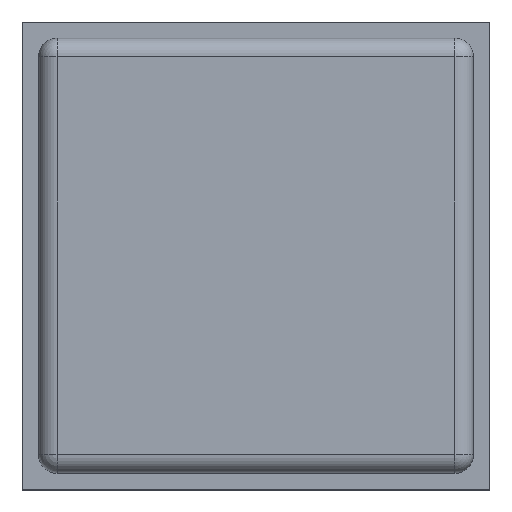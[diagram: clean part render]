
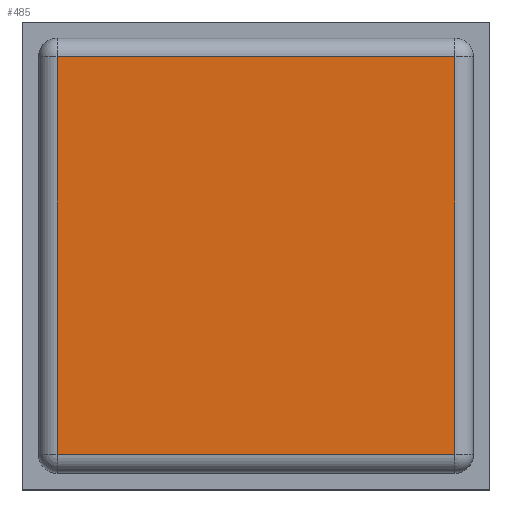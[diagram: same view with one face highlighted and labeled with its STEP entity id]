
A CAD part, top view. The second image highlights one B-rep face of the part: STEP entity #485.
In plain terms, the highlighted planar face has unit normal (0, 0, 1).
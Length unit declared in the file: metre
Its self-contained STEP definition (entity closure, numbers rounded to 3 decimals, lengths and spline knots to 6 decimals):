
#120=ORIENTED_EDGE('',*,*,#228,.T.);
#121=ORIENTED_EDGE('',*,*,#229,.T.);
#122=ORIENTED_EDGE('',*,*,#230,.T.);
#123=ORIENTED_EDGE('',*,*,#231,.T.);
#228=EDGE_CURVE('',#282,#283,#319,.F.);
#229=EDGE_CURVE('',#283,#284,#320,.F.);
#230=EDGE_CURVE('',#284,#285,#321,.T.);
#231=EDGE_CURVE('',#285,#282,#322,.T.);
#282=VERTEX_POINT('',#847);
#283=VERTEX_POINT('',#848);
#284=VERTEX_POINT('',#850);
#285=VERTEX_POINT('',#852);
#319=LINE('',#846,#351);
#320=LINE('',#849,#352);
#321=LINE('',#851,#353);
#322=LINE('',#853,#354);
#351=VECTOR('',#670,1.);
#352=VECTOR('',#671,1.);
#353=VECTOR('',#672,1.);
#354=VECTOR('',#673,1.);
#375=EDGE_LOOP('',(#120,#121,#122,#123));
#427=FACE_BOUND('',#375,.T.);
#469=PLANE('',#548);
#485=ADVANCED_FACE('',(#427),#469,.T.);
#548=AXIS2_PLACEMENT_3D('',#845,#668,#669);
#668=DIRECTION('',(0.,0.,1.));
#669=DIRECTION('',(1.,0.,0.));
#670=DIRECTION('',(0.,1.,0.));
#671=DIRECTION('',(-1.,0.,0.));
#672=DIRECTION('',(0.,1.,0.));
#673=DIRECTION('',(-1.,0.,0.));
#845=CARTESIAN_POINT('',(0.,0.,0.012));
#846=CARTESIAN_POINT('',(-0.0108,0.,0.012));
#847=CARTESIAN_POINT('',(-0.0108,0.0108,0.012));
#848=CARTESIAN_POINT('',(-0.0108,-0.0108,0.012));
#849=CARTESIAN_POINT('',(0.,-0.0108,0.012));
#850=CARTESIAN_POINT('',(0.0108,-0.0108,0.012));
#851=CARTESIAN_POINT('',(0.0108,0.0108,0.012));
#852=CARTESIAN_POINT('',(0.0108,0.0108,0.012));
#853=CARTESIAN_POINT('',(-0.0108,0.0108,0.012));
